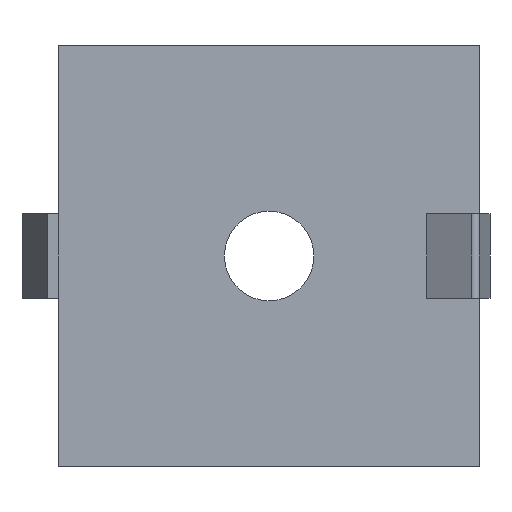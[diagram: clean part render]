
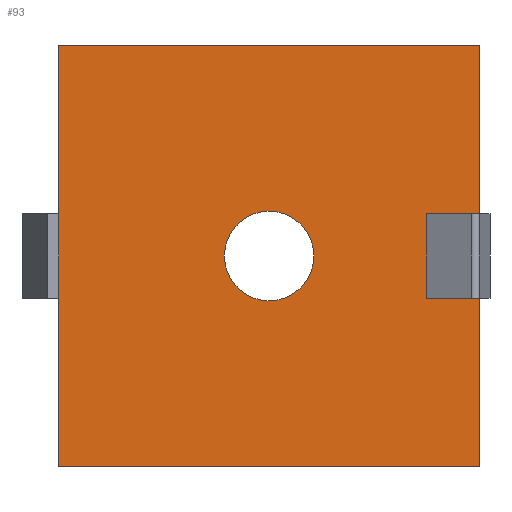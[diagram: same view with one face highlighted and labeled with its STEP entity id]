
A CAD part, front view. The second image highlights one B-rep face of the part: STEP entity #93.
In plain terms, the highlighted planar face has unit normal (0, -1, 0).
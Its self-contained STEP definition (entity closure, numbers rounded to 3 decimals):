
#2=CARTESIAN_POINT('',(0.0,0.0,-20.));
#3=DIRECTION('',(0.0,-1.0,0.0));
#4=DIRECTION('',(1.0,0.0,0.0));
#5=AXIS2_PLACEMENT_3D('',#2,#3,#4);
#6=PLANE('',#5);
#7=CARTESIAN_POINT('',(0.0,0.0,-20.));
#8=VERTEX_POINT('',#7);
#9=CARTESIAN_POINT('',(40.,0.0,-20.));
#10=VERTEX_POINT('',#9);
#11=CARTESIAN_POINT('',(0.0,0.0,-20.));
#12=DIRECTION('',(1.0,0.0,0.0));
#13=VECTOR('',#12,40.);
#14=LINE('',#11,#13);
#15=EDGE_CURVE('',#8,#10,#14,.T.);
#16=ORIENTED_EDGE('',*,*,#15,.T.);
#17=CARTESIAN_POINT('',(40.,0.0,-4.));
#18=VERTEX_POINT('',#17);
#19=CARTESIAN_POINT('',(40.,0.0,-20.));
#20=DIRECTION('',(0.0,0.0,1.0));
#21=VECTOR('',#20,16.);
#22=LINE('',#19,#21);
#23=EDGE_CURVE('',#10,#18,#22,.T.);
#24=ORIENTED_EDGE('',*,*,#23,.T.);
#25=CARTESIAN_POINT('',(35.,0.0,-4.));
#26=VERTEX_POINT('',#25);
#27=CARTESIAN_POINT('',(40.,0.0,-4.));
#28=DIRECTION('',(-1.0,0.0,0.0));
#29=VECTOR('',#28,5.);
#30=LINE('',#27,#29);
#31=EDGE_CURVE('',#18,#26,#30,.T.);
#32=ORIENTED_EDGE('',*,*,#31,.T.);
#33=CARTESIAN_POINT('',(35.,0.0,4.));
#34=VERTEX_POINT('',#33);
#35=CARTESIAN_POINT('',(35.,0.0,-4.));
#36=DIRECTION('',(0.0,0.0,1.0));
#37=VECTOR('',#36,8.);
#38=LINE('',#35,#37);
#39=EDGE_CURVE('',#26,#34,#38,.T.);
#40=ORIENTED_EDGE('',*,*,#39,.T.);
#41=CARTESIAN_POINT('',(40.,0.0,4.));
#42=VERTEX_POINT('',#41);
#43=CARTESIAN_POINT('',(40.,0.0,4.));
#44=DIRECTION('',(-1.0,0.0,0.0));
#45=VECTOR('',#44,5.);
#46=LINE('',#43,#45);
#47=EDGE_CURVE('',#42,#34,#46,.T.);
#48=ORIENTED_EDGE('',*,*,#47,.F.);
#49=CARTESIAN_POINT('',(40.,0.0,20.));
#50=VERTEX_POINT('',#49);
#51=CARTESIAN_POINT('',(40.,0.0,4.));
#52=DIRECTION('',(0.0,0.0,1.0));
#53=VECTOR('',#52,16.);
#54=LINE('',#51,#53);
#55=EDGE_CURVE('',#42,#50,#54,.T.);
#56=ORIENTED_EDGE('',*,*,#55,.T.);
#57=CARTESIAN_POINT('',(0.0,0.0,20.));
#58=VERTEX_POINT('',#57);
#59=CARTESIAN_POINT('',(0.0,0.0,20.));
#60=DIRECTION('',(1.0,0.0,0.0));
#61=VECTOR('',#60,40.);
#62=LINE('',#59,#61);
#63=EDGE_CURVE('',#58,#50,#62,.T.);
#64=ORIENTED_EDGE('',*,*,#63,.F.);
#65=CARTESIAN_POINT('',(0.0,0.0,-20.));
#66=DIRECTION('',(0.0,0.0,1.0));
#67=VECTOR('',#66,40.);
#68=LINE('',#65,#67);
#69=EDGE_CURVE('',#8,#58,#68,.T.);
#70=ORIENTED_EDGE('',*,*,#69,.F.);
#71=EDGE_LOOP('',(#16,#24,#32,#40,#48,#56,#64,#70));
#72=FACE_OUTER_BOUND('',#71,.T.);
#73=CARTESIAN_POINT('',(15.75,0.0,0.));
#74=VERTEX_POINT('',#73);
#75=CARTESIAN_POINT('',(24.25,0.0,0.));
#76=VERTEX_POINT('',#75);
#77=CARTESIAN_POINT('',(20.,0.0,0.));
#78=DIRECTION('',(0.0,-1.0,0.0));
#79=DIRECTION('',(1.0,0.0,0.0));
#80=AXIS2_PLACEMENT_3D('',#77,#78,#79);
#81=CIRCLE('',#80,4.25);
#82=EDGE_CURVE('',#74,#76,#81,.T.);
#83=ORIENTED_EDGE('',*,*,#82,.F.);
#84=CARTESIAN_POINT('',(20.,0.0,0.));
#85=DIRECTION('',(0.0,-1.0,0.0));
#86=DIRECTION('',(1.0,0.0,0.0));
#87=AXIS2_PLACEMENT_3D('',#84,#85,#86);
#88=CIRCLE('',#87,4.25);
#89=EDGE_CURVE('',#76,#74,#88,.T.);
#90=ORIENTED_EDGE('',*,*,#89,.F.);
#91=EDGE_LOOP('',(#83,#90));
#92=FACE_BOUND('',#91,.T.);
#93=ADVANCED_FACE('',(#72,#92),#6,.T.);
